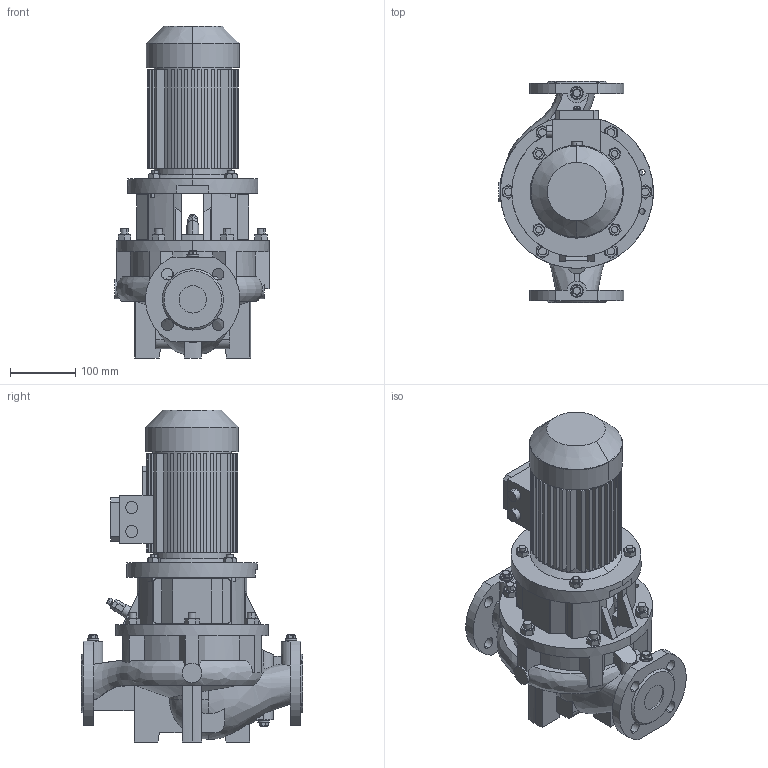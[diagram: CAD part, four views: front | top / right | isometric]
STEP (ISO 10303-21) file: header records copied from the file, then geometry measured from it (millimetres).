
FILE_DESCRIPTION (( 'STEP AP203' ), '1' );
FILE_NAME ('枅-313-000-313-003-01-41.step', '2025-02-11T17:04:02', ( 'adb' ), ( '' ), 'SwSTEP 2.0', 'SolidWorks 2016', '' );
FILE_SCHEMA (( 'CONFIG_CONTROL_DESIGN' ));
Length unit declared in the file: millimetre
Products named in the file (1): 枅-313-000-313-003-01-41
Bounding box: 237.5 x 340 x 510 mm (x, y, z)
Volume: 8706636.8 mm3; surface area: 915733 mm2
Topology: 8 solids, 20 shells, 942 faces, 2466 edges, 1616 vertices
Faces by surface type: plane 499, cylinder 325, cone 100, bspline 13, sphere 5
Entity records: 34588 total; most frequent: CARTESIAN_POINT 11136, ORIENTED_EDGE 4928, DIRECTION 4828, EDGE_CURVE 2464, AXIS2_PLACEMENT_3D 1781, VERTEX_POINT 1616, LINE 1266, VECTOR 1266
